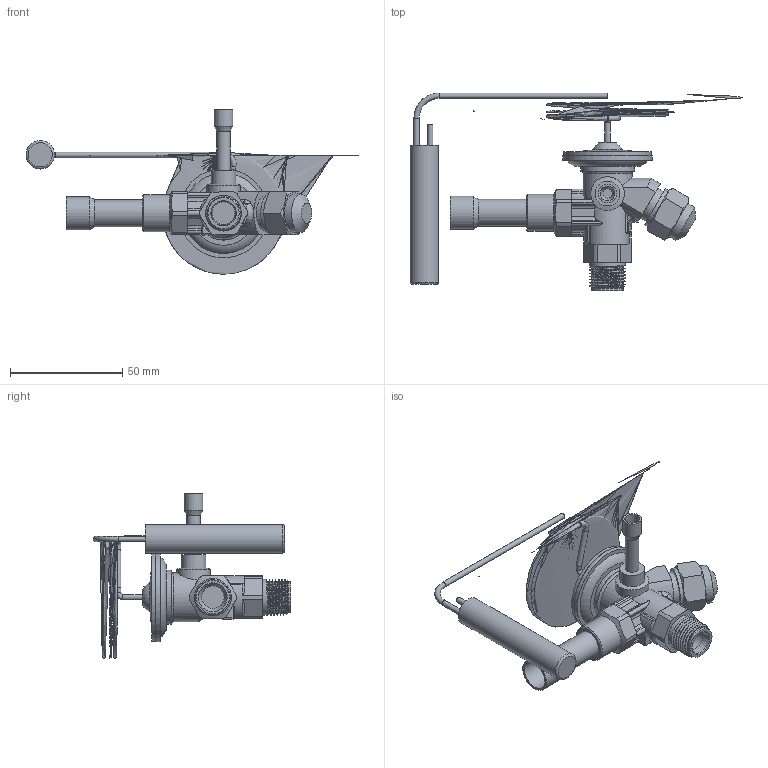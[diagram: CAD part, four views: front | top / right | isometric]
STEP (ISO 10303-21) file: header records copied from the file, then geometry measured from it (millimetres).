
FILE_DESCRIPTION(('TFLEX Exchange Step'),'2;1');
FILE_NAME('TH404W-00C-RD welding conneciton (1).stp', '2023-02-28T16:29:22+03:00',('EXT0102'),('Unknown organisation'),'TFLEX Exchange 2022.1','T-FLEX CAD','Unknown authorisation');
FILE_SCHEMA( ('AUTOMOTIVE_DESIGN { 1 0 10303 214 1 1 1 1 }') );
Length unit declared in the file: millimetre
Products named in the file (1): Nodes
Bounding box: 147.75 x 88.01 x 73.11 mm (x, y, z)
Volume: 53849.5 mm3; surface area: 23760.4 mm2
Topology: 1 solids, 3 shells, 243 faces, 678 edges, 461 vertices
Faces by surface type: cylinder 94, plane 89, cone 25, torus 19, bspline 11, sphere 5
Full cylindrical faces by diameter (mm): 2.4 x8, 4.2 x1, 6 x1, 6.5 x1, 8.3 x1, 10 x1, 10.1 x1, 10.7 x1, 11 x1, 12 x1, 12.7 x1, 12.8 x1, 13 x1, 13.9 x1, 14.8 x1, 14.9 x1, 15.4 x1, 15.88 x6, 16.5 x1, 17 x1, 18.5 x1, 21.1 x1, 21.8 x1, 24 x1, 39 x1, 39.7 x1
Entity records: 16429 total; most frequent: CARTESIAN_POINT 10289, ORIENTED_EDGE 1350, DIRECTION 1236, EDGE_CURVE 675, AXIS2_PLACEMENT_3D 506, VERTEX_POINT 461, CIRCLE 273, EDGE_LOOP 266
